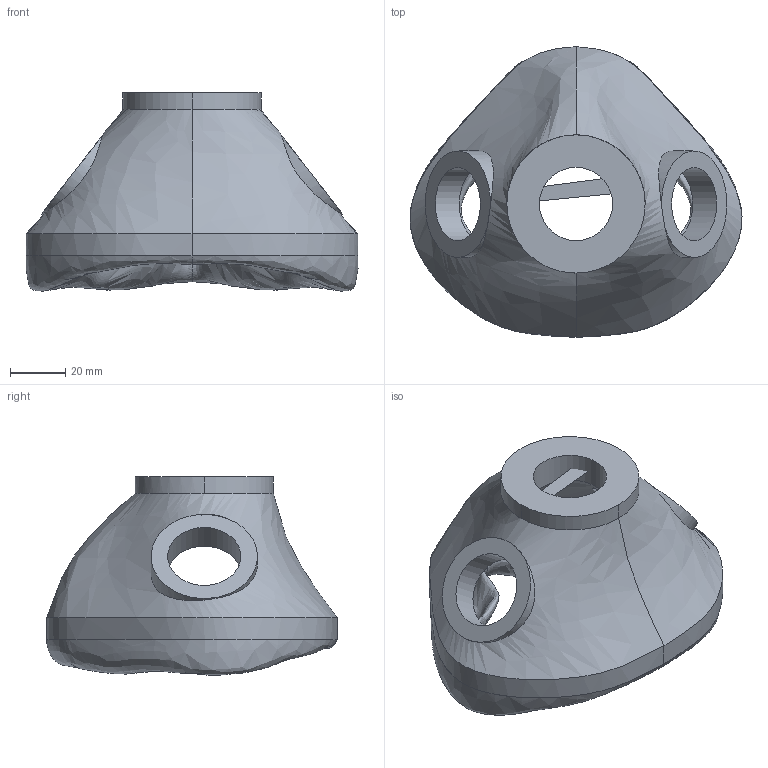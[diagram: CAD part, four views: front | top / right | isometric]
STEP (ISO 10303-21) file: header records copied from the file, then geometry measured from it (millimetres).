
FILE_DESCRIPTION(/* description */ (''),/* implementation_level */ '2;1');
FILE_NAME(/* name */ '5f037865b4b10e15bdec8bb8',/* time_stamp */ '2020-07-06T19:15:50+00:00',/* author */ (''),/* organization */ (''),/* preprocessor_version */ 'ST-DEVELOPER v16.7',/* originating_system */ $,/* authorisation */ $);
FILE_SCHEMA (('AUTOMOTIVE_DESIGN {1 0 10303 214 3 1 1}'));
Length unit declared in the file: metre
Products named in the file (1): Silicone mask
Bounding box: 120.09 x 105.09 x 71.77 mm (x, y, z)
Volume: 96683.8 mm3; surface area: 53436.8 mm2
Topology: 1 solids, 1 shells, 63 faces, 149 edges, 92 vertices
Faces by surface type: plane 40, bspline 12, cylinder 11
Full cylindrical faces by diameter (mm): 26.5 x3
Entity records: 8874 total; most frequent: CARTESIAN_POINT 7683, ORIENTED_EDGE 290, EDGE_CURVE 145, DIRECTION 138, B_SPLINE_CURVE_WITH_KNOTS 127, VERTEX_POINT 91, EDGE_LOOP 76, FACE_BOUND 76
